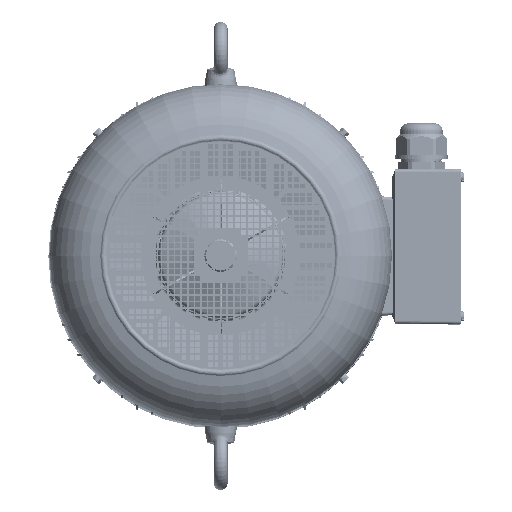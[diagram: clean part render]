
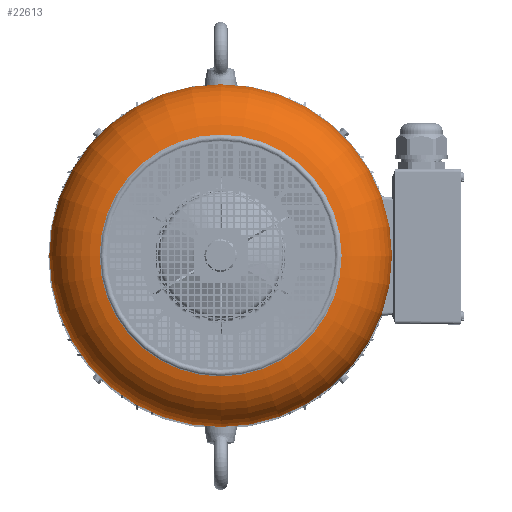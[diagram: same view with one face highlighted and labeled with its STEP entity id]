
A CAD part, top view. The second image highlights one B-rep face of the part: STEP entity #22613.
In plain terms, the highlighted toroidal (fillet/blend) face has major radius 181.5 mm and minor radius 92 mm.
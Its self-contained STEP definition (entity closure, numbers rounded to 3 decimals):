
#4579=TOROIDAL_SURFACE('',#146686,181.5,92.);
#21416=FACE_BOUND('',#39250,.T.);
#21417=FACE_BOUND('',#39251,.T.);
#22613=ADVANCED_FACE('',(#21416,#21417),#4579,.T.);
#39250=EDGE_LOOP('',(#81986));
#39251=EDGE_LOOP('',(#81987));
#81986=ORIENTED_EDGE('',*,*,#131535,.F.);
#81987=ORIENTED_EDGE('',*,*,#131522,.T.);
#118595=VERTEX_POINT('',#207038);
#118608=VERTEX_POINT('',#207119);
#131522=EDGE_CURVE('',#118595,#118595,#143103,.T.);
#131535=EDGE_CURVE('',#118608,#118608,#143110,.T.);
#143103=CIRCLE('',#146677,273.5);
#143110=CIRCLE('',#146685,193.092);
#146677=AXIS2_PLACEMENT_3D('',#207037,#164473,#164474);
#146685=AXIS2_PLACEMENT_3D('',#207118,#164489,#164490);
#146686=AXIS2_PLACEMENT_3D('',#207120,#164491,#164492);
#164473=DIRECTION('',(0.,0.,1.));
#164474=DIRECTION('',(1.,0.,0.));
#164489=DIRECTION('',(0.,0.,1.));
#164490=DIRECTION('',(1.,0.,0.));
#164491=DIRECTION('',(0.,0.,1.));
#164492=DIRECTION('',(1.,0.,0.));
#207037=CARTESIAN_POINT('',(204.672,302.904,748.624));
#207038=CARTESIAN_POINT('',(478.172,302.904,748.624));
#207118=CARTESIAN_POINT('',(204.672,302.904,839.891));
#207119=CARTESIAN_POINT('',(397.764,302.904,839.891));
#207120=CARTESIAN_POINT('',(204.672,302.904,748.624));
